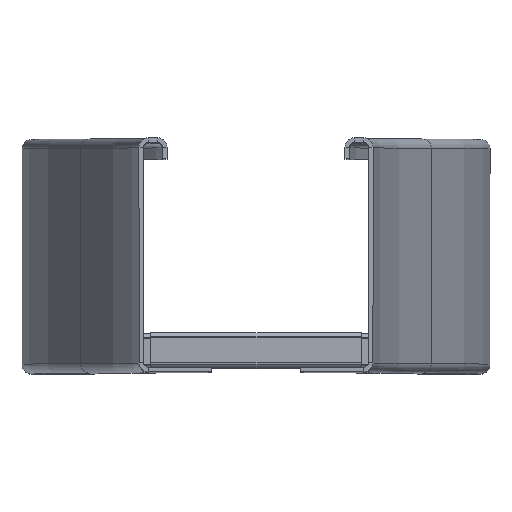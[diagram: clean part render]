
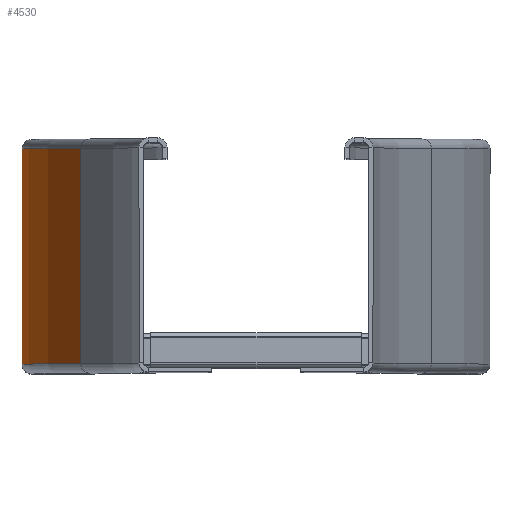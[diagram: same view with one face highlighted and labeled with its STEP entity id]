
A CAD part, top view. The second image highlights one B-rep face of the part: STEP entity #4530.
In plain terms, the highlighted cylindrical face has radius 462.5 mm (diameter 925 mm), a partial arc.
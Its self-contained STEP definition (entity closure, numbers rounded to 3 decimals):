
#135=CIRCLE('',#4918,462.5);
#136=CIRCLE('',#4920,462.5);
#272=CYLINDRICAL_SURFACE('',#4919,462.5);
#366=FACE_OUTER_BOUND('',#644,.T.);
#644=EDGE_LOOP('',(#3181,#3182,#3183,#3184));
#993=LINE('',#6864,#1499);
#1004=LINE('',#6925,#1510);
#1499=VECTOR('',#5460,10.);
#1510=VECTOR('',#5531,10.);
#1983=VERTEX_POINT('',#6854);
#1987=VERTEX_POINT('',#6863);
#2005=VERTEX_POINT('',#6918);
#2007=VERTEX_POINT('',#6924);
#2415=EDGE_CURVE('',#1987,#1983,#993,.T.);
#2444=EDGE_CURVE('',#2005,#1983,#135,.T.);
#2445=EDGE_CURVE('',#2007,#2005,#1004,.T.);
#2446=EDGE_CURVE('',#2007,#1987,#136,.T.);
#3181=ORIENTED_EDGE('',*,*,#2445,.T.);
#3182=ORIENTED_EDGE('',*,*,#2444,.T.);
#3183=ORIENTED_EDGE('',*,*,#2415,.F.);
#3184=ORIENTED_EDGE('',*,*,#2446,.F.);
#4530=ADVANCED_FACE('',(#366),#272,.T.);
#4918=AXIS2_PLACEMENT_3D('',#6922,#5527,#5528);
#4919=AXIS2_PLACEMENT_3D('',#6923,#5529,#5530);
#4920=AXIS2_PLACEMENT_3D('',#6926,#5532,#5533);
#5460=DIRECTION('',(0.,1.,0.));
#5527=DIRECTION('center_axis',(0.,-1.,0.));
#5528=DIRECTION('ref_axis',(-0.946,0.,0.324));
#5529=DIRECTION('center_axis',(0.,-1.,0.));
#5530=DIRECTION('ref_axis',(1.,0.,0.));
#5531=DIRECTION('',(0.,1.,0.));
#5532=DIRECTION('center_axis',(0.,-1.,0.));
#5533=DIRECTION('ref_axis',(-0.946,0.,0.324));
#6854=CARTESIAN_POINT('',(-81.,96.,-300.));
#6863=CARTESIAN_POINT('',(-81.,4.,-300.));
#6864=CARTESIAN_POINT('',(-81.,4.,-300.));
#6918=CARTESIAN_POINT('',(-56.,96.,-150.));
#6922=CARTESIAN_POINT('Origin',(381.5,96.,-300.));
#6923=CARTESIAN_POINT('Origin',(381.5,50.,-300.));
#6924=CARTESIAN_POINT('',(-56.,4.,-150.));
#6925=CARTESIAN_POINT('',(-56.,4.,-150.));
#6926=CARTESIAN_POINT('Origin',(381.5,4.,-300.));
